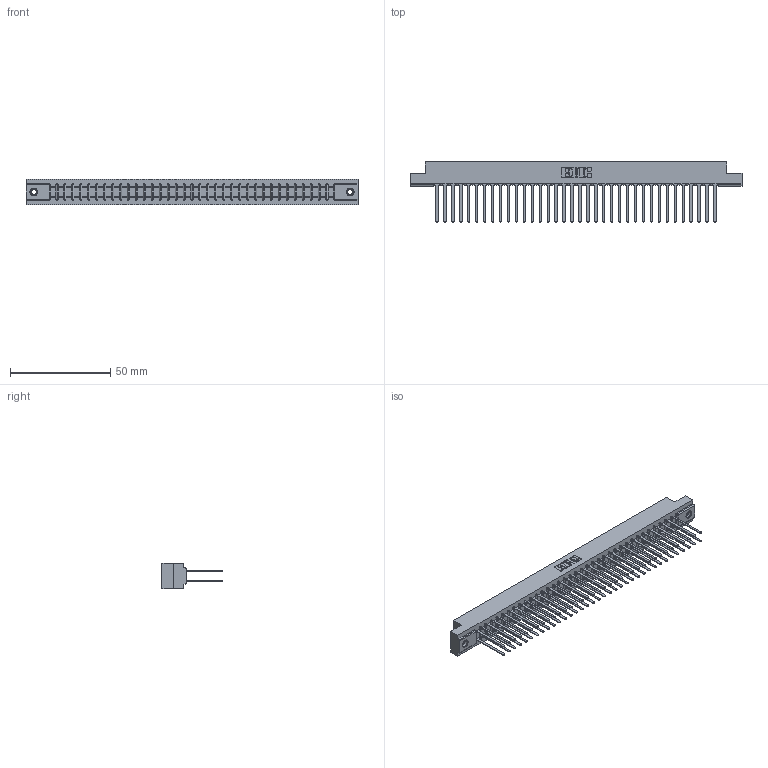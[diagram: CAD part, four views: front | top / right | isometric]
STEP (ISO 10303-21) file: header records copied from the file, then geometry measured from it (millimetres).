
FILE_DESCRIPTION (( 'STEP AP203' ), '1' );
FILE_NAME ('357-072-540-207.STEP', '2018-08-12T19:42:24', ( '' ), ( '' ), 'SwSTEP 2.0', 'SolidWorks 2016', '' );
FILE_SCHEMA (( 'CONFIG_CONTROL_DESIGN' ));
Length unit declared in the file: inch
Products named in the file (4): 307 Part_.156 Dia Mounting Holes; 307-290-001_540; 345-250-001_345-250-005-103; 357-072-540-207
Assembly tree (75 placements, depth 2):
  357-072-540-207
    307 Part_.156 Dia Mounting Holes
    307-290-001_540  x72
    345-250-001_345-250-005-103  x2
Bounding box: 165.66 x 30 x 12.7 mm (x, y, z)
Volume: 17961.9 mm3; surface area: 24291.1 mm2
Topology: 75 solids, 75 shells, 3527 faces, 9819 edges, 6342 vertices
Faces by surface type: plane 2334, cylinder 1103, sphere 74, cone 12, torus 4
Entity records: 33907 total; most frequent: CARTESIAN_POINT 5531, ORIENTED_EDGE 5474, DIRECTION 5429, EDGE_CURVE 2737, VECTOR 2097, LINE 2097, VERTEX_POINT 1768, AXIS2_PLACEMENT_3D 1666
